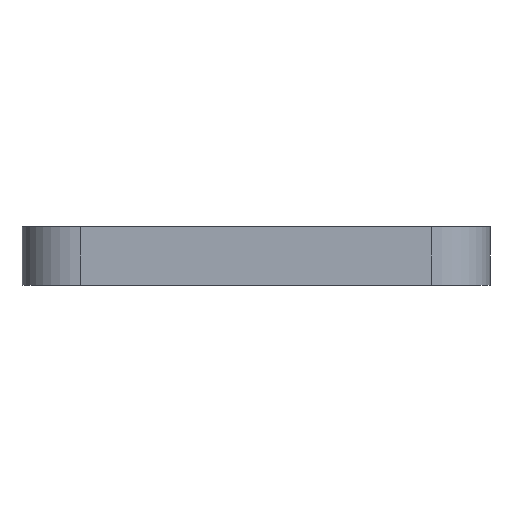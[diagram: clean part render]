
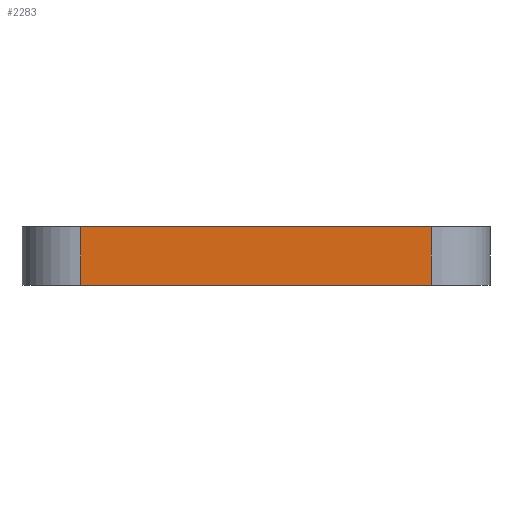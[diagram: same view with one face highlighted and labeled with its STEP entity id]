
A CAD part, left-side view. The second image highlights one B-rep face of the part: STEP entity #2283.
In plain terms, the highlighted planar face has unit normal (-1, 0, 0).
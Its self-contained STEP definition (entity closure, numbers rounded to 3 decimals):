
#95 = PLANE ( 'NONE',  #2192 ) ;
#395 = CARTESIAN_POINT ( 'NONE',  ( -6., 6., 0. ) ) ;
#466 = CARTESIAN_POINT ( 'NONE',  ( -6., 6., 3. ) ) ;
#900 = LINE ( 'NONE', #2843, #4873 ) ;
#925 = EDGE_CURVE ( 'NONE', #3641, #1565, #3821, .T. ) ;
#1064 = CARTESIAN_POINT ( 'NONE',  ( -6., 21., 3. ) ) ;
#1278 = CARTESIAN_POINT ( 'NONE',  ( -6., 6., 3. ) ) ;
#1565 = VERTEX_POINT ( 'NONE', #1961 ) ;
#1633 = DIRECTION ( 'NONE',  ( 0., -1., 0. ) ) ;
#1887 = EDGE_CURVE ( 'NONE', #1565, #4528, #2027, .T. ) ;
#1961 = CARTESIAN_POINT ( 'NONE',  ( -6., 21., 0. ) ) ;
#1987 = EDGE_CURVE ( 'NONE', #4528, #2682, #900, .T. ) ;
#2027 = LINE ( 'NONE', #395, #4795 ) ;
#2043 = ORIENTED_EDGE ( 'NONE', *, *, #1987, .T. ) ;
#2047 = DIRECTION ( 'NONE',  ( 0., 0., 1. ) ) ;
#2192 = AXIS2_PLACEMENT_3D ( 'NONE', #1278, #2448, #2755 ) ;
#2283 = ADVANCED_FACE ( 'NONE', ( #4706 ), #95, .F. ) ;
#2306 = EDGE_CURVE ( 'NONE', #3641, #2682, #2396, .T. ) ;
#2396 = LINE ( 'NONE', #466, #4456 ) ;
#2434 = DIRECTION ( 'NONE',  ( 0., -1., 0. ) ) ;
#2448 = DIRECTION ( 'NONE',  ( 1., 0., 0. ) ) ;
#2682 = VERTEX_POINT ( 'NONE', #3990 ) ;
#2755 = DIRECTION ( 'NONE',  ( 0., 0., -1. ) ) ;
#2843 = CARTESIAN_POINT ( 'NONE',  ( -6., 3., 3. ) ) ;
#2966 = ORIENTED_EDGE ( 'NONE', *, *, #1887, .T. ) ;
#3491 = CARTESIAN_POINT ( 'NONE',  ( -6., 21., 3. ) ) ;
#3641 = VERTEX_POINT ( 'NONE', #1064 ) ;
#3652 = ORIENTED_EDGE ( 'NONE', *, *, #2306, .F. ) ;
#3797 = DIRECTION ( 'NONE',  ( 0., 0., -1. ) ) ;
#3821 = LINE ( 'NONE', #3491, #4028 ) ;
#3974 = CARTESIAN_POINT ( 'NONE',  ( -6., 3., 0. ) ) ;
#3990 = CARTESIAN_POINT ( 'NONE',  ( -6., 3., 3. ) ) ;
#4028 = VECTOR ( 'NONE', #3797, 1000. ) ;
#4324 = ORIENTED_EDGE ( 'NONE', *, *, #925, .T. ) ;
#4456 = VECTOR ( 'NONE', #1633, 1000. ) ;
#4528 = VERTEX_POINT ( 'NONE', #3974 ) ;
#4706 = FACE_OUTER_BOUND ( 'NONE', #4731, .T. ) ;
#4731 = EDGE_LOOP ( 'NONE', ( #3652, #4324, #2966, #2043 ) ) ;
#4795 = VECTOR ( 'NONE', #2434, 1000. ) ;
#4873 = VECTOR ( 'NONE', #2047, 1000. ) ;
